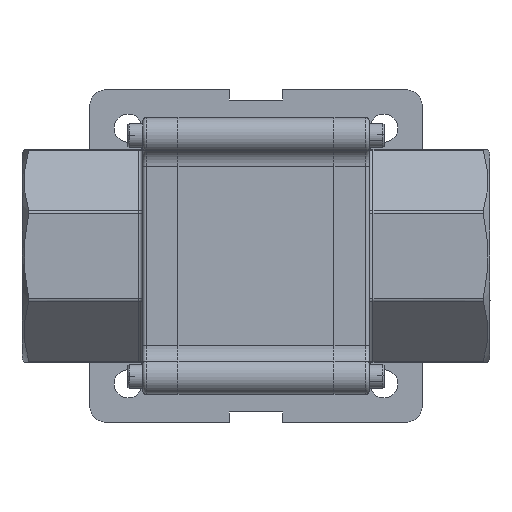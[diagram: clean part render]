
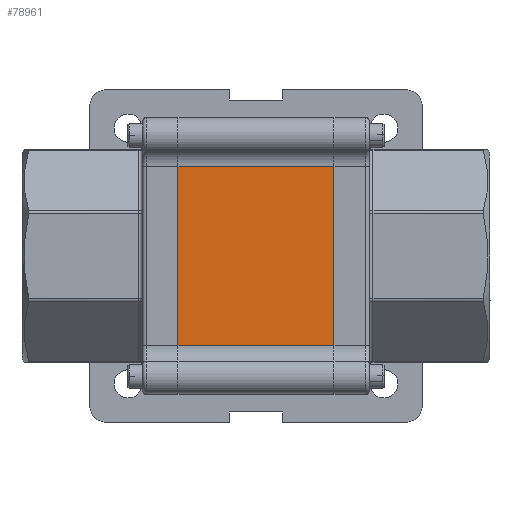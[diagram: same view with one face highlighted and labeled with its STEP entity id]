
A CAD part, front view. The second image highlights one B-rep face of the part: STEP entity #78961.
In plain terms, the highlighted planar face has unit normal (0, -1, 0).
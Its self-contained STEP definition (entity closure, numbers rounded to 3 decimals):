
#1794 = DIRECTION ( 'NONE',  ( 0., 0., -1. ) ) ;
#6729 = EDGE_CURVE ( 'NONE', #22645, #80320, #62314, .T. ) ;
#6905 = VERTEX_POINT ( 'NONE', #67792 ) ;
#10721 = EDGE_CURVE ( 'NONE', #22645, #6905, #64838, .T. ) ;
#22645 = VERTEX_POINT ( 'NONE', #62032 ) ;
#25454 = CARTESIAN_POINT ( 'NONE',  ( -22., -34., 25.34 ) ) ;
#27363 = ORIENTED_EDGE ( 'NONE', *, *, #48468, .T. ) ;
#27647 = DIRECTION ( 'NONE',  ( 0., 1., 0. ) ) ;
#28002 = LINE ( 'NONE', #34297, #70822 ) ;
#28139 = EDGE_CURVE ( 'NONE', #80320, #34432, #28002, .T. ) ;
#31010 = VECTOR ( 'NONE', #1794, 1000. ) ;
#33534 = CARTESIAN_POINT ( 'NONE',  ( 132.309, -34., 25.34 ) ) ;
#34297 = CARTESIAN_POINT ( 'NONE',  ( 132.309, -34., -25.34 ) ) ;
#34432 = VERTEX_POINT ( 'NONE', #69586 ) ;
#48468 = EDGE_CURVE ( 'NONE', #6905, #34432, #53473, .T. ) ;
#53065 = DIRECTION ( 'NONE',  ( -1., 0., 0. ) ) ;
#53473 = LINE ( 'NONE', #25454, #31010 ) ;
#54603 = VECTOR ( 'NONE', #74527, 1000. ) ;
#57345 = VECTOR ( 'NONE', #53065, 1000. ) ;
#57686 = AXIS2_PLACEMENT_3D ( 'NONE', #33534, #27647, #78877 ) ;
#61909 = CARTESIAN_POINT ( 'NONE',  ( 22., -34., 25.34 ) ) ;
#62032 = CARTESIAN_POINT ( 'NONE',  ( 22., -34., 25.34 ) ) ;
#62314 = LINE ( 'NONE', #61909, #54603 ) ;
#63903 = ORIENTED_EDGE ( 'NONE', *, *, #28139, .F. ) ;
#64838 = LINE ( 'NONE', #77446, #57345 ) ;
#65452 = PLANE ( 'NONE',  #57686 ) ;
#65972 = ORIENTED_EDGE ( 'NONE', *, *, #10721, .T. ) ;
#67792 = CARTESIAN_POINT ( 'NONE',  ( -22., -34., 25.34 ) ) ;
#69586 = CARTESIAN_POINT ( 'NONE',  ( -22., -34., -25.34 ) ) ;
#70822 = VECTOR ( 'NONE', #72501, 1000. ) ;
#72501 = DIRECTION ( 'NONE',  ( -1., 0., 0. ) ) ;
#74527 = DIRECTION ( 'NONE',  ( 0., 0., -1. ) ) ;
#77446 = CARTESIAN_POINT ( 'NONE',  ( 132.309, -34., 25.34 ) ) ;
#77539 = CARTESIAN_POINT ( 'NONE',  ( 22., -34., -25.34 ) ) ;
#77634 = FACE_OUTER_BOUND ( 'NONE', #79353, .T. ) ;
#78877 = DIRECTION ( 'NONE',  ( 0., 0., 1. ) ) ;
#78961 = ADVANCED_FACE ( 'NONE', ( #77634 ), #65452, .F. ) ;
#79353 = EDGE_LOOP ( 'NONE', ( #80007, #65972, #27363, #63903 ) ) ;
#80007 = ORIENTED_EDGE ( 'NONE', *, *, #6729, .F. ) ;
#80320 = VERTEX_POINT ( 'NONE', #77539 ) ;
